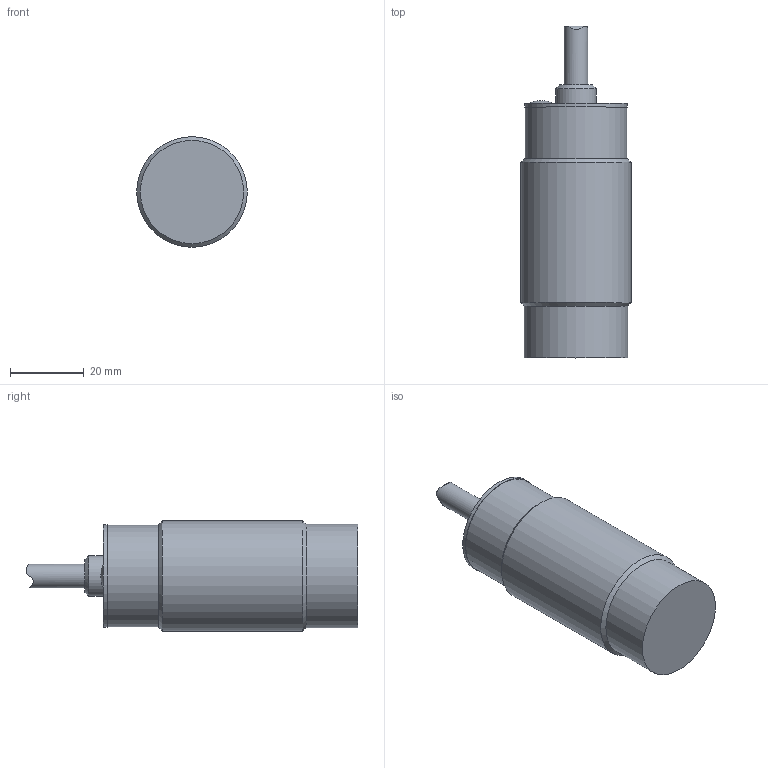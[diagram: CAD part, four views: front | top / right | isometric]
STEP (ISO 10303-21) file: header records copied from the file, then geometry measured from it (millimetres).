
FILE_DESCRIPTION(/* description */ (''),/* implementation_level */ '2;1');
FILE_NAME(/* name */ 'IA0331_Shrinkwrap_1.stp',/* time_stamp */ '2022-03-18T12:18:28+01:00',/* author */ ('Krieger Anja'),/* organization */ (''),/* preprocessor_version */ 'ST-DEVELOPER v18.1',/* originating_system */ 'Autodesk Inventor 2021',/* authorisation */ '');
FILE_SCHEMA (('AUTOMOTIVE_DESIGN { 1 0 10303 214 3 1 1 }'));
Length unit declared in the file: millimetre
Products named in the file (1): 113550_Shrinkwrap_1
Bounding box: 30 x 89.97 x 30 mm (x, y, z)
Volume: 13593.9 mm3; surface area: 15681.4 mm2
Topology: 2 solids, 2 shells, 41 faces, 80 edges, 53 vertices
Faces by surface type: cylinder 19, plane 13, cone 5, torus 3, bspline 1
Full cylindrical faces by diameter (mm): 3 x1, 5.85 x2, 6 x1, 6.4 x2, 7.2 x1, 11 x1, 25.7 x1, 26 x2, 26.2 x2, 27.5 x1, 27.8 x1, 28 x1, 30 x1
Entity records: 1262 total; most frequent: CARTESIAN_POINT 260, DIRECTION 209, ORIENTED_EDGE 158, AXIS2_PLACEMENT_3D 93, EDGE_CURVE 79, VERTEX_POINT 53, EDGE_LOOP 52, CIRCLE 52
